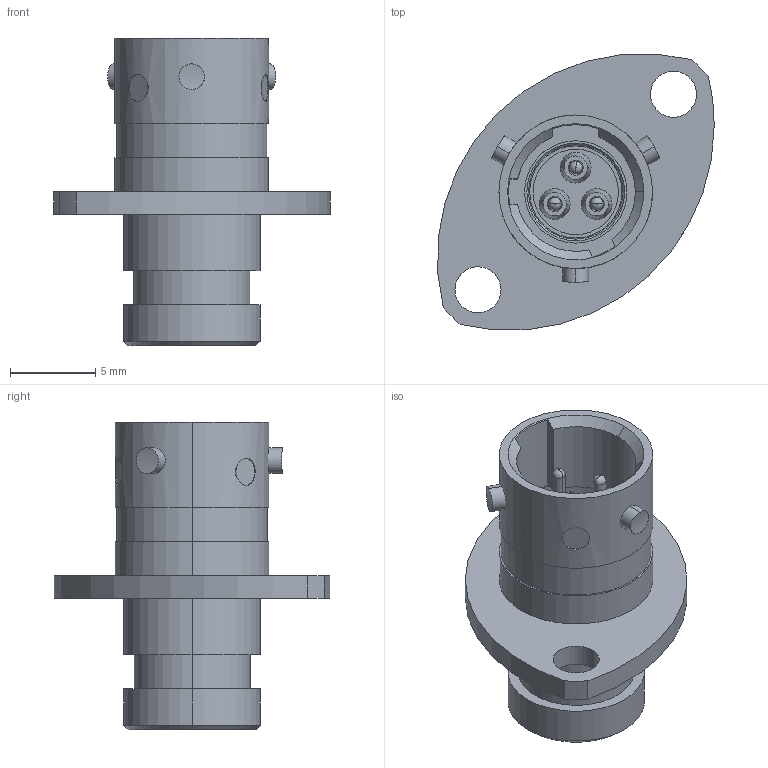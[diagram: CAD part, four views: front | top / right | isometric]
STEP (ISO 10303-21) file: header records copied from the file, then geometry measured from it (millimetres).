
FILE_DESCRIPTION (( 'STEP AP214' ), '1' );
FILE_NAME ('ASU003-03PD-HE.STEP', '2020-01-30T16:49:58', ( 'TE Connectivity' ), ( 'TE Connectivity' ), 'SwSTEP 2.0', 'SolidWorks 2016', '' );
FILE_SCHEMA (( 'AUTOMOTIVE_DESIGN' ));
Length unit declared in the file: millimetre
Products named in the file (1): ASU003-03PD-HE
Bounding box: 16.19 x 16.15 x 18.01 mm (x, y, z)
Volume: 866.2 mm3; surface area: 2114 mm2
Topology: 14 solids, 14 shells, 295 faces, 656 edges, 415 vertices
Faces by surface type: cylinder 150, plane 77, cone 36, torus 32
Entity records: 11987 total; most frequent: CARTESIAN_POINT 1655, DIRECTION 1601, ORIENTED_EDGE 1312, AXIS2_PLACEMENT_3D 673, EDGE_CURVE 656, VERTEX_POINT 415, CIRCLE 377, EDGE_LOOP 361
